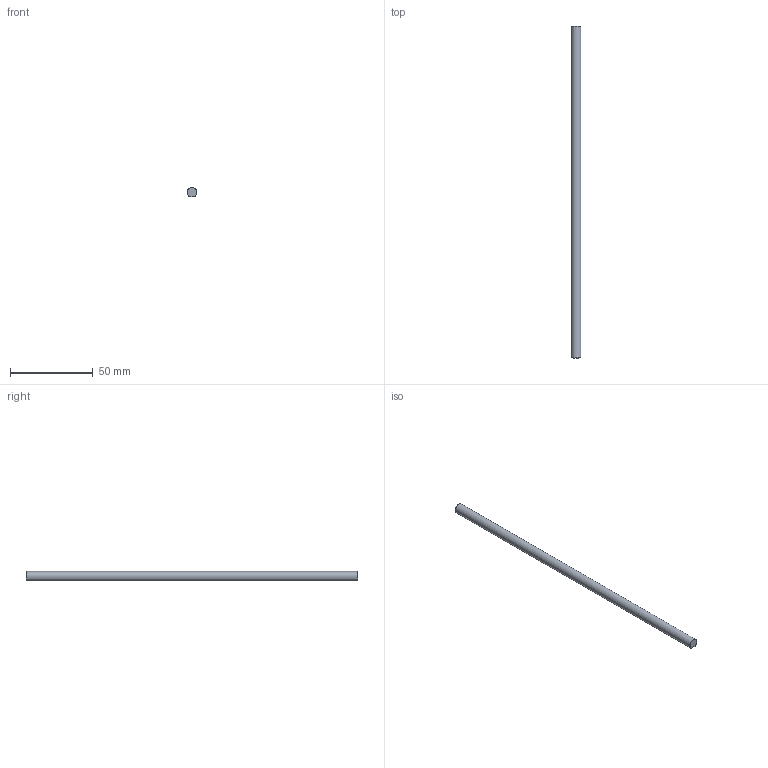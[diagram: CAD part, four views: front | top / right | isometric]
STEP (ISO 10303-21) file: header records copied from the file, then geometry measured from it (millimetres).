
FILE_DESCRIPTION (( 'STEP AP203' ), '1' );
FILE_NAME ('2101-0006-0200.STEP', '2018-02-13T20:26:14', ( '' ), ( '' ), 'SwSTEP 2.0', 'SolidWorks 2016', '' );
FILE_SCHEMA (( 'CONFIG_CONTROL_DESIGN' ));
Length unit declared in the file: millimetre
Products named in the file (1): 2101-0006-0200
Bounding box: 6 x 200 x 5.5 mm (x, y, z)
Volume: 5429.6 mm3; surface area: 3782.4 mm2
Topology: 1 solids, 1 shells, 7 faces, 15 edges, 10 vertices
Faces by surface type: cone 3, plane 3, cylinder 1
Entity records: 276 total; most frequent: CARTESIAN_POINT 45, DIRECTION 33, ORIENTED_EDGE 30, EDGE_CURVE 15, AXIS2_PLACEMENT_3D 14, VERTEX_POINT 10, PERSON_AND_ORGANIZATION 8, FACE_OUTER_BOUND 7
